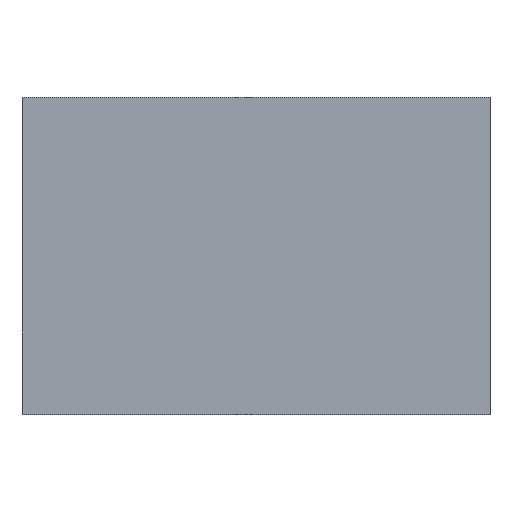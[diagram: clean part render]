
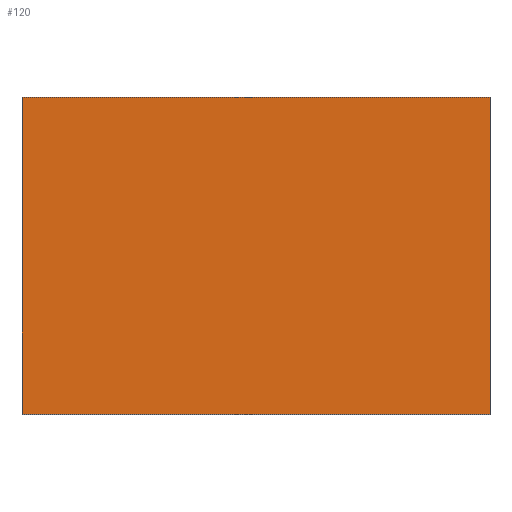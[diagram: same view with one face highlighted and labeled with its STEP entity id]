
A CAD part, top view. The second image highlights one B-rep face of the part: STEP entity #120.
In plain terms, the highlighted planar face has unit normal (0, 0, 1).
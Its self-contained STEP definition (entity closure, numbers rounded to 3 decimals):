
#3 = CARTESIAN_POINT ( 'NONE',  ( -75.438, 102.108, 32.512 ) ) ;
#5 = CARTESIAN_POINT ( 'NONE',  ( 75.438, 102.108, 32.512 ) ) ;
#7 = DIRECTION ( 'NONE',  ( 1., 0., 0. ) ) ;
#15 = LINE ( 'NONE', #128, #91 ) ;
#21 = DIRECTION ( 'NONE',  ( 0., -1., 0. ) ) ;
#25 = ORIENTED_EDGE ( 'NONE', *, *, #165, .F. ) ;
#46 = VECTOR ( 'NONE', #7, 1000. ) ;
#48 = VERTEX_POINT ( 'NONE', #5 ) ;
#51 = FACE_OUTER_BOUND ( 'NONE', #64, .T. ) ;
#59 = LINE ( 'NONE', #119, #69 ) ;
#61 = VECTOR ( 'NONE', #179, 1000. ) ;
#64 = EDGE_LOOP ( 'NONE', ( #170, #169, #25, #113 ) ) ;
#69 = VECTOR ( 'NONE', #21, 1000. ) ;
#79 = DIRECTION ( 'NONE',  ( 1., 0., 0. ) ) ;
#87 = EDGE_CURVE ( 'NONE', #92, #104, #15, .T. ) ;
#90 = EDGE_CURVE ( 'NONE', #137, #92, #127, .T. ) ;
#91 = VECTOR ( 'NONE', #79, 1000. ) ;
#92 = VERTEX_POINT ( 'NONE', #96 ) ;
#96 = CARTESIAN_POINT ( 'NONE',  ( -75.438, 0., 32.512 ) ) ;
#104 = VERTEX_POINT ( 'NONE', #142 ) ;
#111 = PLANE ( 'NONE',  #155 ) ;
#113 = ORIENTED_EDGE ( 'NONE', *, *, #90, .T. ) ;
#119 = CARTESIAN_POINT ( 'NONE',  ( 75.438, 102.108, 32.512 ) ) ;
#120 = ADVANCED_FACE ( 'NONE', ( #51 ), #111, .F. ) ;
#126 = EDGE_CURVE ( 'NONE', #48, #104, #59, .T. ) ;
#127 = LINE ( 'NONE', #3, #61 ) ;
#128 = CARTESIAN_POINT ( 'NONE',  ( -75.438, 0., 32.512 ) ) ;
#132 = CARTESIAN_POINT ( 'NONE',  ( -75.438, 102.108, 32.512 ) ) ;
#137 = VERTEX_POINT ( 'NONE', #132 ) ;
#142 = CARTESIAN_POINT ( 'NONE',  ( 75.438, 0., 32.512 ) ) ;
#147 = CARTESIAN_POINT ( 'NONE',  ( -75.438, 102.108, 32.512 ) ) ;
#155 = AXIS2_PLACEMENT_3D ( 'NONE', #175, #186, #180 ) ;
#164 = LINE ( 'NONE', #147, #46 ) ;
#165 = EDGE_CURVE ( 'NONE', #137, #48, #164, .T. ) ;
#169 = ORIENTED_EDGE ( 'NONE', *, *, #126, .F. ) ;
#170 = ORIENTED_EDGE ( 'NONE', *, *, #87, .T. ) ;
#175 = CARTESIAN_POINT ( 'NONE',  ( -75.438, 102.108, 32.512 ) ) ;
#179 = DIRECTION ( 'NONE',  ( 0., -1., 0. ) ) ;
#180 = DIRECTION ( 'NONE',  ( -1., 0., 0. ) ) ;
#186 = DIRECTION ( 'NONE',  ( 0., 0., -1. ) ) ;
